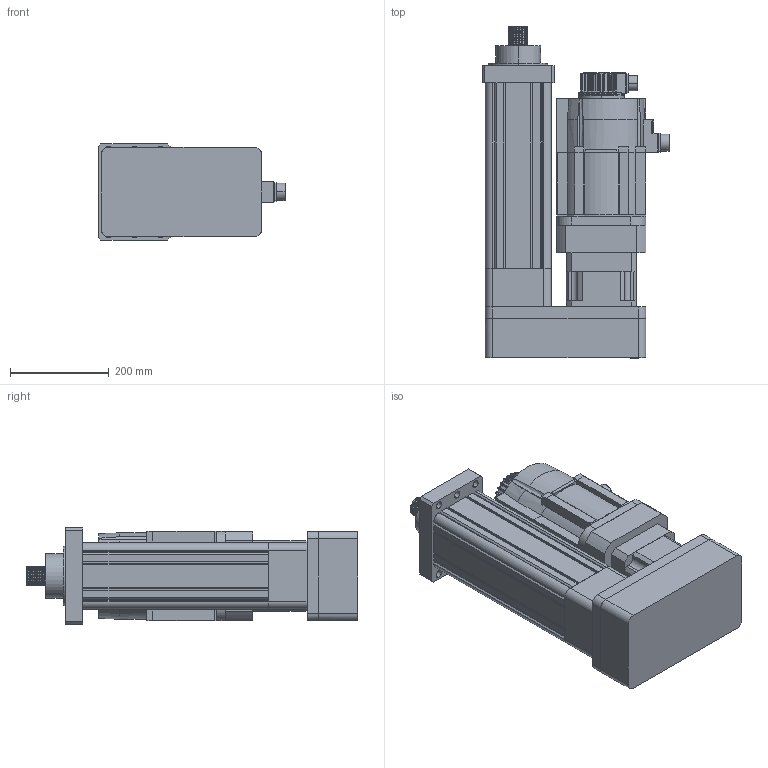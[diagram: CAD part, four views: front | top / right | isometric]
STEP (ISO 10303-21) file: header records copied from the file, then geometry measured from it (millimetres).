
FILE_DESCRIPTION (( 'STEP AP203' ), '1' );
FILE_NAME ('RLA134-10QF-74KN-R200-50mm-s.STEP', '2025-01-09T02:29:10', ( '微软用户' ), ( '微软中国' ), 'SwSTEP 2.0', 'SolidWorks 2022', '' );
FILE_SCHEMA (( 'CONFIG_CONTROL_DESIGN' ));
Length unit declared in the file: millimetre
Products named in the file (4): 134缸行程200折叠前法兰安装; MS1H3-44C15CD-U(A)334Z; RLA134-10QF-74KN-R200-50mm-s; PGH142(新款单级35-114.3-200-M12)
Assembly tree (3 placements, depth 2):
  RLA134-10QF-74KN-R200-50mm-s
    134缸行程200折叠前法兰安装
    PGH142(新款单级35-114.3-200-M12)
    MS1H3-44C15CD-U(A)334Z
Bounding box: 378.5 x 671 x 195 mm (x, y, z)
Volume: 13685887.1 mm3; surface area: 1608397.7 mm2
Topology: 4 solids, 33 shells, 1471 faces, 4030 edges, 2510 vertices
Faces by surface type: bspline 1051, cylinder 235, plane 181, cone 4
Entity records: 60899 total; most frequent: CARTESIAN_POINT 34539, ORIENTED_EDGE 7390, EDGE_CURVE 3953, VERTEX_POINT 2518, DIRECTION 2322, B_SPLINE_CURVE_WITH_KNOTS 1731, EDGE_LOOP 1663, FACE_OUTER_BOUND 1471
